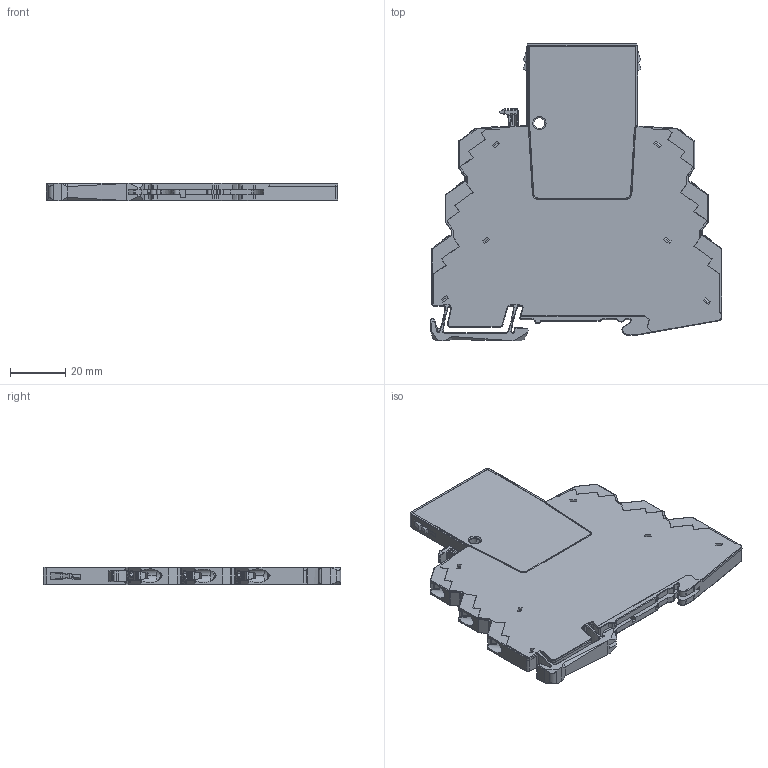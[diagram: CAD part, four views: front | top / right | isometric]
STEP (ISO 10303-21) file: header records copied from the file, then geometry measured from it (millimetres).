
FILE_DESCRIPTION((''),'2;1');
FILE_NAME('BASE_MODUL_SPD_9_9_22_ASM','2025-12-02T14:45:49',('rok.zunic'),('Audax d.o.o.'),'CREO PARAMETRIC BY PTC INC, 2020281','CREO PARAMETRIC BY PTC INC, 2020281','');
FILE_SCHEMA(('AP242_MANAGED_MODEL_BASED_3D_ENGINEERING_MIM_LF { 1 0 10303 442 1 1 4 }'));
Products named in the file (34): BASE_NEW_DAT_CORRECT_16_2_22_B; VZVOD_CORRECTED_8_3_22; 708801003_DRSNIK_SL; BASE_COVER_NEW_DATA_16_2_2022_B; BASE_ASSM_7_9_22_ASM; OHISJE_MODULA_9_9_2022; PCB_27_10_21_1_AF0; TIV_MODULE_NSBH_AF0; OHISJE__R_3_S_1_AF0; ODKLOPNIK_B__R_2_S_1_AF1; PIN_AKTUATOR__R_1_1_S_1_AF0; PIN_AKTUATOR__R_1_2_S_1_AF0; PIN_AKTUATOR__R_1_S_ASM_1_AF0_ASM; VZMET_NOTRANJA__R_3_S_1_AF1; AKTUATOR_04_01_21__R_ASM_3_S_AS_AF0_ASM; OHISJE__R_3_S_1_AF1; ODKLOPNIK_B__R_2_S_1_AF3; PIN_AKTUATOR__R_1_1_S_1_AF1; PIN_AKTUATOR__R_1_2_S_1_AF1; PIN_AKTUATOR__R_1_S_ASM_1_AF1_ASM; VZMET_NOTRANJA__R_3_S_1_AF3; AKTUATOR_04_01_21__R_ASM_3_S_AS_AF1_ASM; OHISJE__R_3_S_1_AF2; ODKLOPNIK_B__R_2_S_1_AF5; PIN_AKTUATOR__R_1_1_S_1_AF2; PIN_AKTUATOR__R_1_2_S_1_AF2; PIN_AKTUATOR__R_1_S_ASM_1_AF2_ASM; VZMET_NOTRANJA__R_3_S_1_AF5; AKTUATOR_04_01_21__R_ASM_3_S_AS_AF2_ASM; SPD_PCB_ASSM_ASM; SLIDER_1; POKROV_MODULA_2_3_22; MODUL_ASSM_9_9_22_ASM; BASE_MODUL_SPD_9_9_22_ASM
Assembly tree (38 placements, depth 6):
  BASE_MODUL_SPD_9_9_22_ASM
    BASE_ASSM_7_9_22_ASM
      BASE_NEW_DAT_CORRECT_16_2_22_B
      VZVOD_CORRECTED_8_3_22
      708801003_DRSNIK_SL  x6
      BASE_COVER_NEW_DATA_16_2_2022_B
    MODUL_ASSM_9_9_22_ASM
      OHISJE_MODULA_9_9_2022
      SPD_PCB_ASSM_ASM
        PCB_27_10_21_1_AF0
        TIV_MODULE_NSBH_AF0
        AKTUATOR_04_01_21__R_ASM_3_S_AS_AF0_ASM
          OHISJE__R_3_S_1_AF0
          ODKLOPNIK_B__R_2_S_1_AF1
          PIN_AKTUATOR__R_1_S_ASM_1_AF0_ASM
            PIN_AKTUATOR__R_1_1_S_1_AF0
            PIN_AKTUATOR__R_1_2_S_1_AF0
          VZMET_NOTRANJA__R_3_S_1_AF1
        AKTUATOR_04_01_21__R_ASM_3_S_AS_AF1_ASM
          OHISJE__R_3_S_1_AF1
          ODKLOPNIK_B__R_2_S_1_AF3
          PIN_AKTUATOR__R_1_S_ASM_1_AF1_ASM
            PIN_AKTUATOR__R_1_1_S_1_AF1
            PIN_AKTUATOR__R_1_2_S_1_AF1
          VZMET_NOTRANJA__R_3_S_1_AF3
        AKTUATOR_04_01_21__R_ASM_3_S_AS_AF2_ASM
          OHISJE__R_3_S_1_AF2
          ODKLOPNIK_B__R_2_S_1_AF5
          PIN_AKTUATOR__R_1_S_ASM_1_AF2_ASM
            PIN_AKTUATOR__R_1_1_S_1_AF2
            PIN_AKTUATOR__R_1_2_S_1_AF2
          VZMET_NOTRANJA__R_3_S_1_AF5
      SLIDER_1
      POKROV_MODULA_2_3_22
Bounding box: 105.49 x 107.67 x 6.2 mm (x, y, z)
Volume: 25813.4 mm3; surface area: 50706.5 mm2
Topology: 14 solids, 15 shells, 3269 faces, 8748 edges, 5565 vertices
Faces by surface type: plane 1792, cylinder 877, torus 253, cone 119, extrusion 116, sphere 58, bspline 54
Entity records: 141507 total; most frequent: CARTESIAN_POINT 21724, ORIENTED_EDGE 15748, DIRECTION 15138, PRESENTATION_STYLE_ASSIGNMENT 10869, STYLED_ITEM 10825, CURVE_STYLE 7990, EDGE_CURVE 7874, VECTOR 5392
